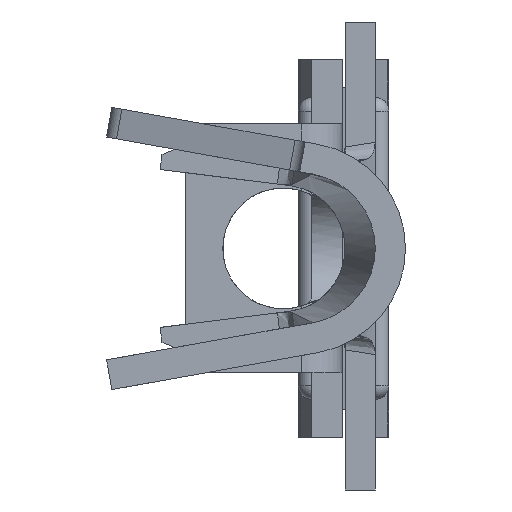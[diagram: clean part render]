
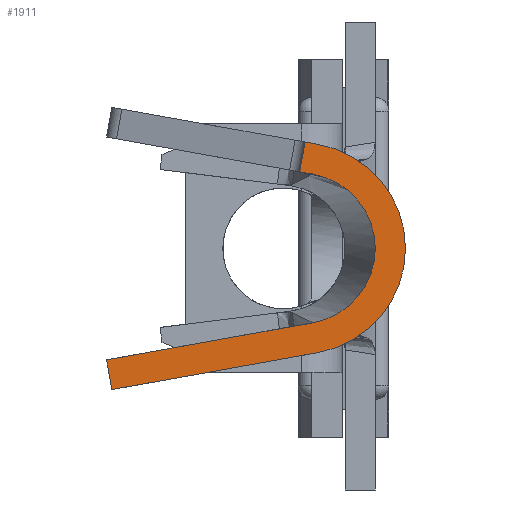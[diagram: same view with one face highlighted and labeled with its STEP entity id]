
A CAD part, left-side view. The second image highlights one B-rep face of the part: STEP entity #1911.
In plain terms, the highlighted planar face has unit normal (-1, 0, 0).
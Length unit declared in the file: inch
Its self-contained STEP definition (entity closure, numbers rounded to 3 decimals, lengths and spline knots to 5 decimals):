
#473 = VERTEX_POINT ( 'NONE', #832 ) ;
#500 = EDGE_CURVE ( 'NONE', #718, #6346, #6311, .T. ) ;
#597 = VECTOR ( 'NONE', #4445, 39.37008 ) ;
#618 = ORIENTED_EDGE ( 'NONE', *, *, #500, .F. ) ;
#691 = ORIENTED_EDGE ( 'NONE', *, *, #4418, .F. ) ;
#712 = EDGE_CURVE ( 'NONE', #4813, #2568, #3285, .T. ) ;
#713 = VERTEX_POINT ( 'NONE', #5311 ) ;
#718 = VERTEX_POINT ( 'NONE', #3197 ) ;
#737 = LINE ( 'NONE', #1838, #3180 ) ;
#796 = CARTESIAN_POINT ( 'NONE',  ( -1.066, 0.02905, 0.05081 ) ) ;
#832 = CARTESIAN_POINT ( 'NONE',  ( -1.066, 0.02551, 0.0705 ) ) ;
#1105 = VERTEX_POINT ( 'NONE', #796 ) ;
#1291 = ORIENTED_EDGE ( 'NONE', *, *, #712, .F. ) ;
#1353 = EDGE_CURVE ( 'NONE', #2092, #718, #3850, .T. ) ;
#1478 = CIRCLE ( 'NONE', #5836, 0.05 ) ;
#1787 = DIRECTION ( 'NONE',  ( 0., 0.984, 0.177 ) ) ;
#1838 = CARTESIAN_POINT ( 'NONE',  ( -1.066, 0.02015, 0.04921 ) ) ;
#1895 = VECTOR ( 'NONE', #4255, 39.37008 ) ;
#1911 = ADVANCED_FACE ( 'NONE', ( #3844 ), #3547, .F. ) ;
#1972 = ORIENTED_EDGE ( 'NONE', *, *, #1996, .F. ) ;
#1996 = EDGE_CURVE ( 'NONE', #713, #1105, #737, .T. ) ;
#2092 = VERTEX_POINT ( 'NONE', #5758 ) ;
#2155 = CARTESIAN_POINT ( 'NONE',  ( -1.066, 0.02015, -0.04921 ) ) ;
#2256 = CARTESIAN_POINT ( 'NONE',  ( -1.066, 0.157, -0.07382 ) ) ;
#2267 = ORIENTED_EDGE ( 'NONE', *, *, #1353, .F. ) ;
#2424 = DIRECTION ( 'NONE',  ( -1., 0., 0. ) ) ;
#2442 = CARTESIAN_POINT ( 'NONE',  ( -1.066, 0.0379, 0.0016 ) ) ;
#2467 = DIRECTION ( 'NONE',  ( 0., 0.177, -0.984 ) ) ;
#2540 = CARTESIAN_POINT ( 'NONE',  ( -1.066, 0.15346, -0.0935 ) ) ;
#2568 = VERTEX_POINT ( 'NONE', #4883 ) ;
#2725 = EDGE_CURVE ( 'NONE', #473, #1105, #6039, .T. ) ;
#3122 = VECTOR ( 'NONE', #3869, 39.37008 ) ;
#3180 = VECTOR ( 'NONE', #1787, 39.37008 ) ;
#3197 = CARTESIAN_POINT ( 'NONE',  ( -1.066, 0.01661, -0.0689 ) ) ;
#3285 = LINE ( 'NONE', #2155, #1895 ) ;
#3373 = CARTESIAN_POINT ( 'NONE',  ( -1.066, 0.029, 0. ) ) ;
#3376 = DIRECTION ( 'NONE',  ( 0., 0., -1. ) ) ;
#3414 = DIRECTION ( 'NONE',  ( 1., 0., 0. ) ) ;
#3505 = AXIS2_PLACEMENT_3D ( 'NONE', #3527, #3414, #3376 ) ;
#3527 = CARTESIAN_POINT ( 'NONE',  ( -1.066, 0.029, 0. ) ) ;
#3533 = DIRECTION ( 'NONE',  ( 0., 0., -1. ) ) ;
#3547 = PLANE ( 'NONE',  #3505 ) ;
#3638 = EDGE_CURVE ( 'NONE', #6346, #4813, #5595, .T. ) ;
#3673 = AXIS2_PLACEMENT_3D ( 'NONE', #3373, #3732, #3533 ) ;
#3700 = CARTESIAN_POINT ( 'NONE',  ( -1.066, 0.01661, 0.0689 ) ) ;
#3732 = DIRECTION ( 'NONE',  ( 1., 0., 0. ) ) ;
#3844 = FACE_OUTER_BOUND ( 'NONE', #4301, .T. ) ;
#3850 = CIRCLE ( 'NONE', #3673, 0.07 ) ;
#3869 = DIRECTION ( 'NONE',  ( 0., 0.177, 0.984 ) ) ;
#4228 = DIRECTION ( 'NONE',  ( 0., -0.984, -0.177 ) ) ;
#4255 = DIRECTION ( 'NONE',  ( 0., -0.984, 0.177 ) ) ;
#4301 = EDGE_LOOP ( 'NONE', ( #5494, #6749, #1972, #691, #1291, #4487, #618, #2267 ) ) ;
#4418 = EDGE_CURVE ( 'NONE', #2568, #713, #1478, .T. ) ;
#4445 = DIRECTION ( 'NONE',  ( 0., 0.984, -0.177 ) ) ;
#4487 = ORIENTED_EDGE ( 'NONE', *, *, #3638, .F. ) ;
#4500 = VECTOR ( 'NONE', #2467, 39.37008 ) ;
#4813 = VERTEX_POINT ( 'NONE', #5765 ) ;
#4883 = CARTESIAN_POINT ( 'NONE',  ( -1.066, 0.02015, -0.04921 ) ) ;
#4917 = VECTOR ( 'NONE', #4228, 39.37008 ) ;
#4994 = CARTESIAN_POINT ( 'NONE',  ( -1.066, 0.01661, -0.0689 ) ) ;
#5243 = LINE ( 'NONE', #3700, #4917 ) ;
#5311 = CARTESIAN_POINT ( 'NONE',  ( -1.066, 0.02015, 0.04921 ) ) ;
#5494 = ORIENTED_EDGE ( 'NONE', *, *, #6471, .F. ) ;
#5574 = CARTESIAN_POINT ( 'NONE',  ( -1.066, 0.029, 0. ) ) ;
#5595 = LINE ( 'NONE', #2256, #3122 ) ;
#5758 = CARTESIAN_POINT ( 'NONE',  ( -1.066, 0.01661, 0.0689 ) ) ;
#5765 = CARTESIAN_POINT ( 'NONE',  ( -1.066, 0.157, -0.07382 ) ) ;
#5836 = AXIS2_PLACEMENT_3D ( 'NONE', #5574, #2424, #6092 ) ;
#6039 = LINE ( 'NONE', #2442, #4500 ) ;
#6092 = DIRECTION ( 'NONE',  ( 0., 0., -1. ) ) ;
#6311 = LINE ( 'NONE', #4994, #597 ) ;
#6346 = VERTEX_POINT ( 'NONE', #2540 ) ;
#6471 = EDGE_CURVE ( 'NONE', #473, #2092, #5243, .T. ) ;
#6749 = ORIENTED_EDGE ( 'NONE', *, *, #2725, .T. ) ;
